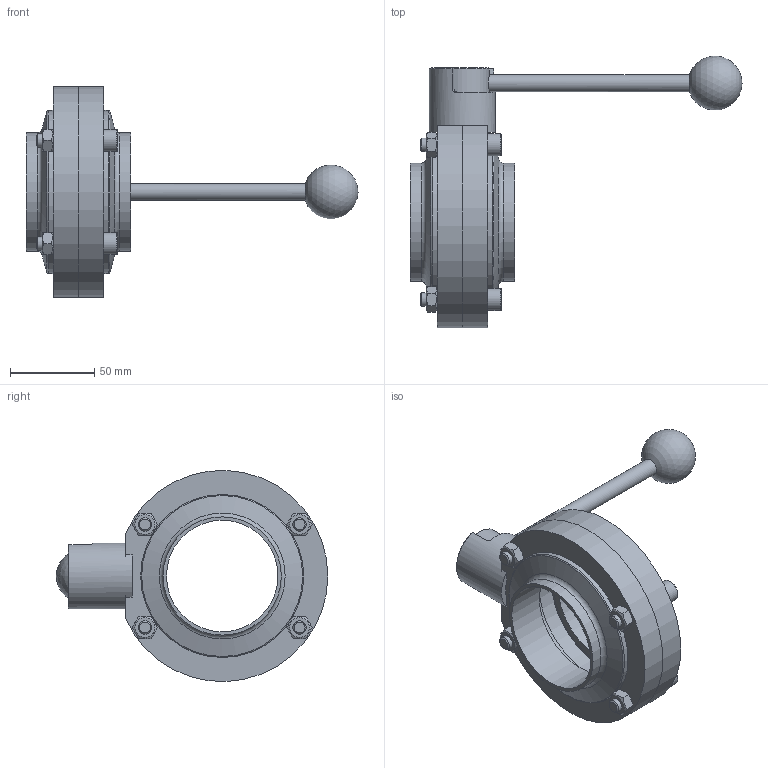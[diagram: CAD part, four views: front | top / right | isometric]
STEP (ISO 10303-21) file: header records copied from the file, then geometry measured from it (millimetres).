
FILE_DESCRIPTION( ( 'STEP AP203' ), ' ' );
FILE_NAME( '9612628158.stp', '2017-01-13T09:57:04', ( '' ), ( '' ), ' ', 'PARTsolutions', ' ' );
FILE_SCHEMA( ( 'CONFIG_CONTROL_DESIGN' ) );
Length unit declared in the file: millimetre
Products named in the file (6): 9612628158; _LKB-2 Butterfly (D65 002 0)_dwr; _9611411430 Handle cap 2 pos D65; _9612045001 Indication handle D65; _LKB/LKB-2 valve body pin D65; _LKB-2 Butterfly (D65 085 0)_dwl
Assembly tree (5 placements, depth 2):
  9612628158
    _LKB-2 Butterfly (D65 002 0)_dwr
    _9611411430 Handle cap 2 pos D65
    _9612045001 Indication handle D65
    _LKB/LKB-2 valve body pin D65
    _LKB-2 Butterfly (D65 085 0)_dwl
Bounding box: 196.5 x 160.76 x 124.92 mm (x, y, z)
Volume: 350422.3 mm3; surface area: 98469.1 mm2
Topology: 5 solids, 5 shells, 180 faces, 417 edges, 275 vertices
Faces by surface type: plane 110, cylinder 44, cone 17, torus 8, sphere 1
Full cylindrical faces by diameter (mm): 8 x8, 9 x8, 10 x1, 13 x4, 32 x2, 39 x1, 66 x2, 70 x2, 74 x2, 82 x2, 96.5 x2
Entity records: 5341 total; most frequent: CARTESIAN_POINT 1393, DIRECTION 768, ORIENTED_EDGE 670, EDGE_CURVE 335, AXIS2_PLACEMENT_3D 300, EDGE_LOOP 281, VERTEX_POINT 253, FACE_OUTER_BOUND 222
